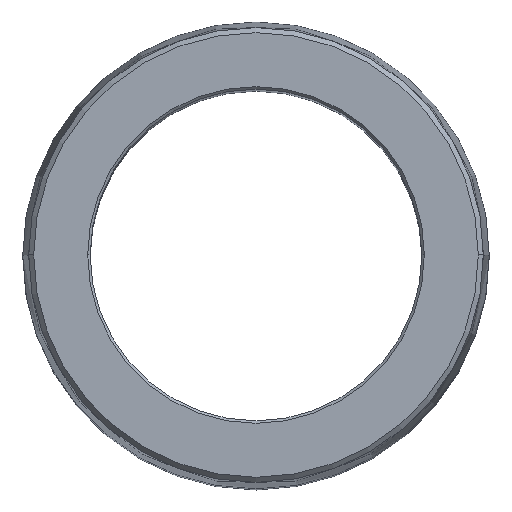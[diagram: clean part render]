
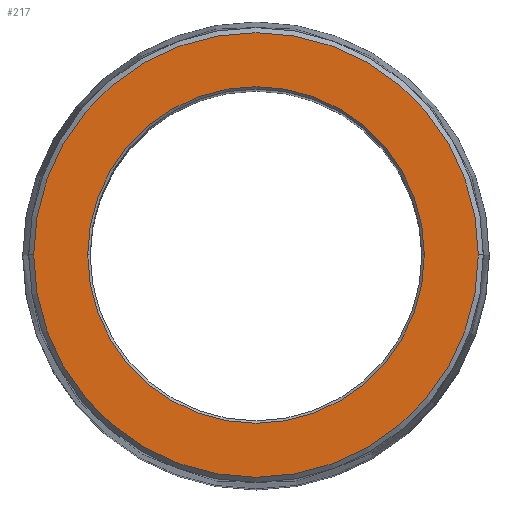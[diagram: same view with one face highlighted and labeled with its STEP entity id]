
A CAD part, top view. The second image highlights one B-rep face of the part: STEP entity #217.
In plain terms, the highlighted planar face has unit normal (0, 0, 1).
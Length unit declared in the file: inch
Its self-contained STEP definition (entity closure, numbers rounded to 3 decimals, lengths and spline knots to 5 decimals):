
#4 = CARTESIAN_POINT ( 'NONE',  ( -0.8585, 0., 6. ) ) ;
#9 = FACE_BOUND ( 'NONE', #414, .T. ) ;
#12 = CARTESIAN_POINT ( 'NONE',  ( 0.8585, 0., 6. ) ) ;
#83 = DIRECTION ( 'NONE',  ( 0., 0., 1. ) ) ;
#84 = CARTESIAN_POINT ( 'NONE',  ( -1.13392, 0., 6. ) ) ;
#101 = CIRCLE ( 'NONE', #390, 1.13392 ) ;
#128 = FACE_OUTER_BOUND ( 'NONE', #230, .T. ) ;
#130 = DIRECTION ( 'NONE',  ( 0., 0., 1. ) ) ;
#145 = DIRECTION ( 'NONE',  ( 0., 0., -1. ) ) ;
#154 = CARTESIAN_POINT ( 'NONE',  ( 0., 0., 6. ) ) ;
#155 = CIRCLE ( 'NONE', #313, 0.8585 ) ;
#156 = VERTEX_POINT ( 'NONE', #12 ) ;
#158 = DIRECTION ( 'NONE',  ( 1., 0., 0. ) ) ;
#161 = EDGE_CURVE ( 'NONE', #531, #178, #101, .T. ) ;
#178 = VERTEX_POINT ( 'NONE', #84 ) ;
#179 = CARTESIAN_POINT ( 'NONE',  ( 0., 0., 6. ) ) ;
#184 = DIRECTION ( 'NONE',  ( 1., 0., 0. ) ) ;
#189 = AXIS2_PLACEMENT_3D ( 'NONE', #397, #311, #225 ) ;
#217 = ADVANCED_FACE ( 'NONE', ( #9, #128 ), #264, .T. ) ;
#225 = DIRECTION ( 'NONE',  ( 1., 0., 0. ) ) ;
#226 = AXIS2_PLACEMENT_3D ( 'NONE', #518, #83, #434 ) ;
#230 = EDGE_LOOP ( 'NONE', ( #277, #454 ) ) ;
#264 = PLANE ( 'NONE',  #226 ) ;
#277 = ORIENTED_EDGE ( 'NONE', *, *, #317, .T. ) ;
#279 = VERTEX_POINT ( 'NONE', #4 ) ;
#287 = CIRCLE ( 'NONE', #323, 0.8585 ) ;
#295 = CARTESIAN_POINT ( 'NONE',  ( 1.13392, 0., 6. ) ) ;
#303 = DIRECTION ( 'NONE',  ( 1., 0., 0. ) ) ;
#311 = DIRECTION ( 'NONE',  ( 0., 0., 1. ) ) ;
#313 = AXIS2_PLACEMENT_3D ( 'NONE', #529, #522, #184 ) ;
#317 = EDGE_CURVE ( 'NONE', #178, #531, #473, .T. ) ;
#323 = AXIS2_PLACEMENT_3D ( 'NONE', #154, #145, #158 ) ;
#349 = EDGE_CURVE ( 'NONE', #279, #156, #155, .T. ) ;
#358 = ORIENTED_EDGE ( 'NONE', *, *, #395, .T. ) ;
#390 = AXIS2_PLACEMENT_3D ( 'NONE', #179, #130, #303 ) ;
#395 = EDGE_CURVE ( 'NONE', #156, #279, #287, .T. ) ;
#397 = CARTESIAN_POINT ( 'NONE',  ( 0., 0., 6. ) ) ;
#414 = EDGE_LOOP ( 'NONE', ( #358, #479 ) ) ;
#434 = DIRECTION ( 'NONE',  ( 1., 0., 0. ) ) ;
#454 = ORIENTED_EDGE ( 'NONE', *, *, #161, .T. ) ;
#473 = CIRCLE ( 'NONE', #189, 1.13392 ) ;
#479 = ORIENTED_EDGE ( 'NONE', *, *, #349, .T. ) ;
#518 = CARTESIAN_POINT ( 'NONE',  ( 0., 0., 6. ) ) ;
#522 = DIRECTION ( 'NONE',  ( 0., 0., -1. ) ) ;
#529 = CARTESIAN_POINT ( 'NONE',  ( 0., 0., 6. ) ) ;
#531 = VERTEX_POINT ( 'NONE', #295 ) ;
